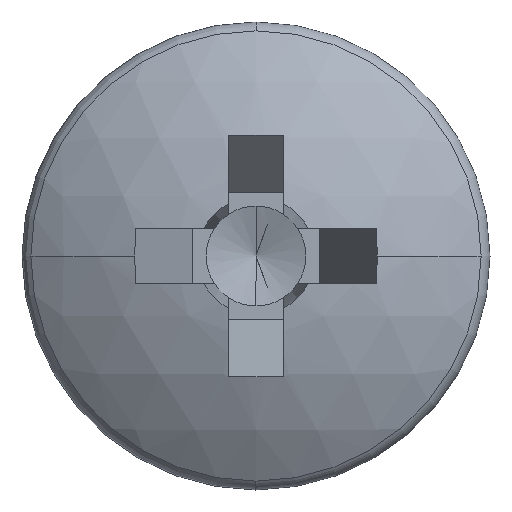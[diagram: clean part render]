
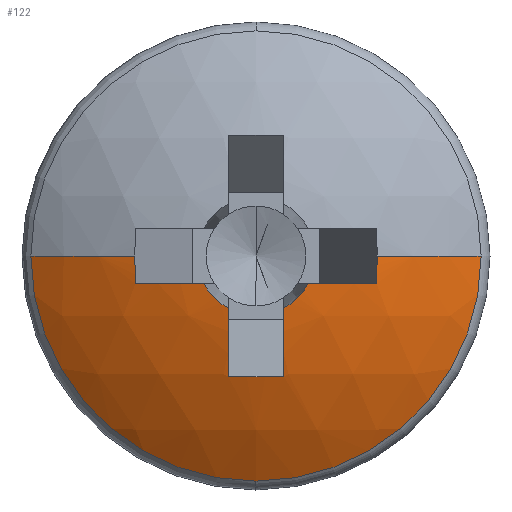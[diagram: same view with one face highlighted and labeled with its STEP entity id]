
A CAD part, left-side view. The second image highlights one B-rep face of the part: STEP entity #122.
In plain terms, the highlighted spherical face has radius 10 mm.
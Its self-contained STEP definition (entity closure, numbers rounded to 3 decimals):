
#10 = AXIS2_PLACEMENT_3D ( 'NONE', #914, #277, #195 ) ;
#12 = ORIENTED_EDGE ( 'NONE', *, *, #19, .T. ) ;
#19 = EDGE_CURVE ( 'NONE', #573, #201, #248, .T. ) ;
#22 = CARTESIAN_POINT ( 'NONE',  ( 10., 0., 0. ) ) ;
#49 = ORIENTED_EDGE ( 'NONE', *, *, #686, .T. ) ;
#65 = ORIENTED_EDGE ( 'NONE', *, *, #489, .F. ) ;
#75 = CARTESIAN_POINT ( 'NONE',  ( 10., 0., 0. ) ) ;
#91 = CARTESIAN_POINT ( 'NONE',  ( 0.115, -1.338, -0.71 ) ) ;
#109 = VERTEX_POINT ( 'NONE', #693 ) ;
#121 = CIRCLE ( 'NONE', #815, 5.772 ) ;
#122 = ADVANCED_FACE ( 'NONE', ( #982 ), #517, .T. ) ;
#123 = DIRECTION ( 'NONE',  ( -0.895, 0., -0.446 ) ) ;
#128 = DIRECTION ( 'NONE',  ( 0., 0., -1. ) ) ;
#153 = DIRECTION ( 'NONE',  ( 0., 1., 0. ) ) ;
#158 = AXIS2_PLACEMENT_3D ( 'NONE', #409, #587, #310 ) ;
#187 = DIRECTION ( 'NONE',  ( 0., 0., 1. ) ) ;
#195 = DIRECTION ( 'NONE',  ( 0., 0., -1. ) ) ;
#200 = CARTESIAN_POINT ( 'NONE',  ( 0.494, 3.104, 0. ) ) ;
#201 = VERTEX_POINT ( 'NONE', #719 ) ;
#223 = DIRECTION ( 'NONE',  ( 0.895, 0.446, 0. ) ) ;
#227 = DIRECTION ( 'NONE',  ( 0.446, -0.895, 0. ) ) ;
#232 = AXIS2_PLACEMENT_3D ( 'NONE', #1123, #829, #1116 ) ;
#236 = ORIENTED_EDGE ( 'NONE', *, *, #936, .F. ) ;
#238 = EDGE_LOOP ( 'NONE', ( #12, #779, #616, #49, #1169, #1090, #65, #732, #433, #311, #666, #502, #236 ) ) ;
#246 = CIRCLE ( 'NONE', #158, 1.514 ) ;
#248 = CIRCLE ( 'NONE', #862, 5.772 ) ;
#252 = DIRECTION ( 'NONE',  ( 0., 0., -1. ) ) ;
#258 = CIRCLE ( 'NONE', #738, 9.892 ) ;
#277 = DIRECTION ( 'NONE',  ( -1., 0., 0. ) ) ;
#282 = CIRCLE ( 'NONE', #10, 1.514 ) ;
#285 = VERTEX_POINT ( 'NONE', #91 ) ;
#304 = CARTESIAN_POINT ( 'NONE',  ( 0.115, -0.71, -1.338 ) ) ;
#310 = DIRECTION ( 'NONE',  ( 0., 0., -1. ) ) ;
#311 = ORIENTED_EDGE ( 'NONE', *, *, #728, .F. ) ;
#314 = EDGE_CURVE ( 'NONE', #285, #890, #995, .T. ) ;
#316 = DIRECTION ( 'NONE',  ( -1., 0., 0. ) ) ;
#319 = CIRCLE ( 'NONE', #876, 9.892 ) ;
#321 = EDGE_CURVE ( 'NONE', #869, #917, #663, .T. ) ;
#334 = CIRCLE ( 'NONE', #1148, 9.892 ) ;
#351 = CARTESIAN_POINT ( 'NONE',  ( 1.834, 5.772, 0. ) ) ;
#360 = DIRECTION ( 'NONE',  ( 1., 0., 0. ) ) ;
#383 = CARTESIAN_POINT ( 'NONE',  ( 0.517, -3.092, -0.71 ) ) ;
#393 = DIRECTION ( 'NONE',  ( 1., 0., 0. ) ) ;
#397 = AXIS2_PLACEMENT_3D ( 'NONE', #75, #252, #153 ) ;
#404 = CARTESIAN_POINT ( 'NONE',  ( 1.834, -5.772, 0. ) ) ;
#408 = CARTESIAN_POINT ( 'NONE',  ( 9.347, 0., 1.31 ) ) ;
#409 = CARTESIAN_POINT ( 'NONE',  ( 0.115, 0., 0. ) ) ;
#422 = EDGE_CURVE ( 'NONE', #679, #109, #605, .T. ) ;
#433 = ORIENTED_EDGE ( 'NONE', *, *, #818, .F. ) ;
#434 = EDGE_CURVE ( 'NONE', #996, #674, #334, .T. ) ;
#436 = DIRECTION ( 'NONE',  ( 0., 0., 1. ) ) ;
#447 = CARTESIAN_POINT ( 'NONE',  ( 9.347, -1.31, 0. ) ) ;
#448 = DIRECTION ( 'NONE',  ( 0., 0., 1. ) ) ;
#463 = CARTESIAN_POINT ( 'NONE',  ( 0.517, 3.092, -0.71 ) ) ;
#489 = EDGE_CURVE ( 'NONE', #996, #897, #1133, .T. ) ;
#502 = ORIENTED_EDGE ( 'NONE', *, *, #601, .T. ) ;
#504 = DIRECTION ( 'NONE',  ( 0., 0., 1. ) ) ;
#517 = SPHERICAL_SURFACE ( 'NONE', #397, 10. ) ;
#565 = CARTESIAN_POINT ( 'NONE',  ( 10., 0., -0.71 ) ) ;
#572 = CIRCLE ( 'NONE', #1053, 10. ) ;
#573 = VERTEX_POINT ( 'NONE', #351 ) ;
#585 = DIRECTION ( 'NONE',  ( 0.446, 0., -0.895 ) ) ;
#587 = DIRECTION ( 'NONE',  ( -1., 0., 0. ) ) ;
#601 = EDGE_CURVE ( 'NONE', #869, #1030, #319, .T. ) ;
#605 = CIRCLE ( 'NONE', #758, 10. ) ;
#616 = ORIENTED_EDGE ( 'NONE', *, *, #422, .T. ) ;
#622 = AXIS2_PLACEMENT_3D ( 'NONE', #565, #653, #850 ) ;
#623 = DIRECTION ( 'NONE',  ( 0., 0., 1. ) ) ;
#630 = DIRECTION ( 'NONE',  ( -0.895, 0.446, 0. ) ) ;
#631 = CARTESIAN_POINT ( 'NONE',  ( 1.834, 0., 0. ) ) ;
#653 = DIRECTION ( 'NONE',  ( 0., 0., 1. ) ) ;
#663 = CIRCLE ( 'NONE', #622, 9.975 ) ;
#666 = ORIENTED_EDGE ( 'NONE', *, *, #321, .F. ) ;
#674 = VERTEX_POINT ( 'NONE', #1152 ) ;
#679 = VERTEX_POINT ( 'NONE', #404 ) ;
#680 = AXIS2_PLACEMENT_3D ( 'NONE', #888, #1063, #436 ) ;
#686 = EDGE_CURVE ( 'NONE', #109, #890, #258, .T. ) ;
#693 = CARTESIAN_POINT ( 'NONE',  ( 0.494, -3.104, 0. ) ) ;
#719 = CARTESIAN_POINT ( 'NONE',  ( 1.834, 0., -5.772 ) ) ;
#728 = EDGE_CURVE ( 'NONE', #917, #751, #246, .T. ) ;
#732 = ORIENTED_EDGE ( 'NONE', *, *, #434, .T. ) ;
#738 = AXIS2_PLACEMENT_3D ( 'NONE', #863, #227, #223 ) ;
#751 = VERTEX_POINT ( 'NONE', #776 ) ;
#758 = AXIS2_PLACEMENT_3D ( 'NONE', #1045, #128, #940 ) ;
#773 = CARTESIAN_POINT ( 'NONE',  ( 1.834, 0., 0. ) ) ;
#776 = CARTESIAN_POINT ( 'NONE',  ( 0.115, 0.71, -1.338 ) ) ;
#779 = ORIENTED_EDGE ( 'NONE', *, *, #1031, .T. ) ;
#795 = AXIS2_PLACEMENT_3D ( 'NONE', #1011, #187, #393 ) ;
#815 = AXIS2_PLACEMENT_3D ( 'NONE', #631, #1007, #623 ) ;
#818 = EDGE_CURVE ( 'NONE', #751, #674, #1149, .T. ) ;
#829 = DIRECTION ( 'NONE',  ( 0., -1., 0. ) ) ;
#850 = DIRECTION ( 'NONE',  ( 1., 0., 0. ) ) ;
#862 = AXIS2_PLACEMENT_3D ( 'NONE', #773, #316, #504 ) ;
#863 = CARTESIAN_POINT ( 'NONE',  ( 9.347, 1.31, 0. ) ) ;
#869 = VERTEX_POINT ( 'NONE', #463 ) ;
#876 = AXIS2_PLACEMENT_3D ( 'NONE', #447, #999, #630 ) ;
#888 = CARTESIAN_POINT ( 'NONE',  ( 10., -0.71, 0. ) ) ;
#890 = VERTEX_POINT ( 'NONE', #383 ) ;
#897 = VERTEX_POINT ( 'NONE', #304 ) ;
#913 = EDGE_CURVE ( 'NONE', #897, #285, #282, .T. ) ;
#914 = CARTESIAN_POINT ( 'NONE',  ( 0.115, 0., 0. ) ) ;
#917 = VERTEX_POINT ( 'NONE', #921 ) ;
#921 = CARTESIAN_POINT ( 'NONE',  ( 0.115, 1.338, -0.71 ) ) ;
#936 = EDGE_CURVE ( 'NONE', #573, #1030, #572, .T. ) ;
#940 = DIRECTION ( 'NONE',  ( 0., 1., 0. ) ) ;
#982 = FACE_OUTER_BOUND ( 'NONE', #238, .T. ) ;
#995 = CIRCLE ( 'NONE', #795, 9.975 ) ;
#996 = VERTEX_POINT ( 'NONE', #1000 ) ;
#999 = DIRECTION ( 'NONE',  ( 0.446, 0.895, 0. ) ) ;
#1000 = CARTESIAN_POINT ( 'NONE',  ( 0.517, -0.71, -3.092 ) ) ;
#1007 = DIRECTION ( 'NONE',  ( -1., 0., 0. ) ) ;
#1011 = CARTESIAN_POINT ( 'NONE',  ( 10., 0., -0.71 ) ) ;
#1030 = VERTEX_POINT ( 'NONE', #200 ) ;
#1031 = EDGE_CURVE ( 'NONE', #201, #679, #121, .T. ) ;
#1045 = CARTESIAN_POINT ( 'NONE',  ( 10., 0., 0. ) ) ;
#1053 = AXIS2_PLACEMENT_3D ( 'NONE', #22, #448, #360 ) ;
#1063 = DIRECTION ( 'NONE',  ( 0., 1., 0. ) ) ;
#1090 = ORIENTED_EDGE ( 'NONE', *, *, #913, .F. ) ;
#1116 = DIRECTION ( 'NONE',  ( 0., 0., -1. ) ) ;
#1123 = CARTESIAN_POINT ( 'NONE',  ( 10., 0.71, 0. ) ) ;
#1133 = CIRCLE ( 'NONE', #680, 9.975 ) ;
#1148 = AXIS2_PLACEMENT_3D ( 'NONE', #408, #585, #123 ) ;
#1149 = CIRCLE ( 'NONE', #232, 9.975 ) ;
#1152 = CARTESIAN_POINT ( 'NONE',  ( 0.517, 0.71, -3.092 ) ) ;
#1169 = ORIENTED_EDGE ( 'NONE', *, *, #314, .F. ) ;
